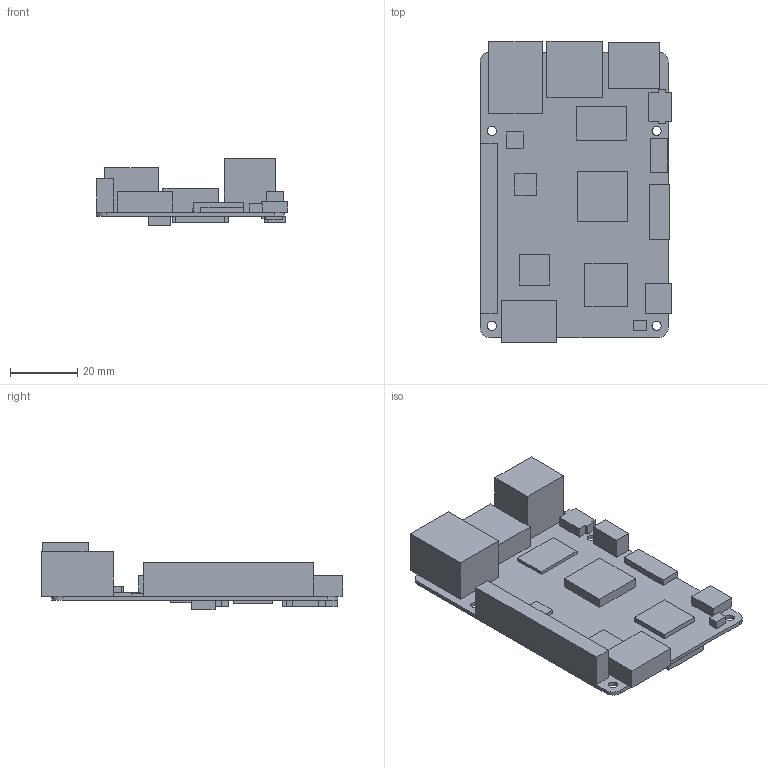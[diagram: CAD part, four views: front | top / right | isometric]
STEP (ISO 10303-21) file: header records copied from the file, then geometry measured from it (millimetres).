
FILE_DESCRIPTION(('HOOPS Exchange Step'),'2;1');
FILE_NAME('temp_export','2022-06-15T17:44:37+08:00',('MakerYang'),('Shapr3D Limited'),'HOOPS Exchange 2022.0','Shapr3D','Authorized');
FILE_SCHEMA( ('AP203_CONFIGURATION_CONTROLLED_3D_DESIGN_OF_MECHANICAL_PARTS_AND_ASSEMBLIES_MIM_LF') );
Length unit declared in the file: millimetre
Products named in the file (2): X3 PI开发板; root
Assembly tree (1 placements, depth 2):
  root
    X3 PI开发板
Bounding box: 57.06 x 89.6 x 19.94 mm (x, y, z)
Volume: 21922 mm3; surface area: 15277.9 mm2
Topology: 1 solids, 1 shells, 159 faces, 416 edges, 272 vertices
Faces by surface type: plane 151, cylinder 8
Full cylindrical faces by diameter (mm): 2.75 x4
Entity records: 4839 total; most frequent: CARTESIAN_POINT 849, ORIENTED_EDGE 832, DIRECTION 756, EDGE_CURVE 416, VECTOR 398, LINE 398, VERTEX_POINT 272, EDGE_LOOP 180
